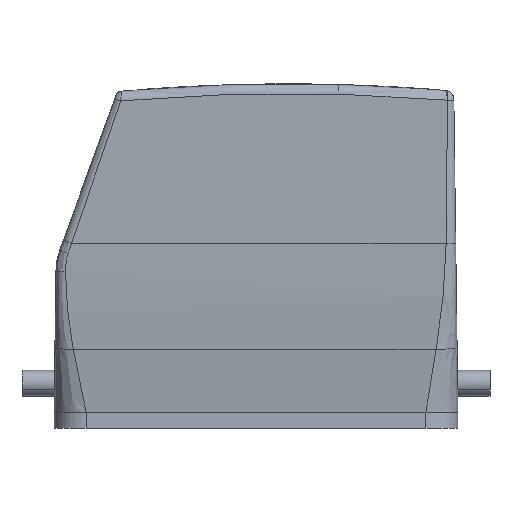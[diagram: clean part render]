
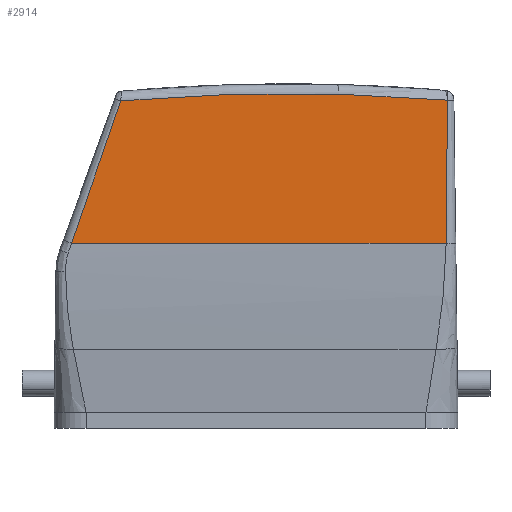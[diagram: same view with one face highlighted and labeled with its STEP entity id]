
A CAD part, left-side view. The second image highlights one B-rep face of the part: STEP entity #2914.
In plain terms, the highlighted planar face has unit normal (-1, 0, 0).
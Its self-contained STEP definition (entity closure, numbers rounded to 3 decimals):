
#2882=AXIS2_PLACEMENT_3D('Plane Axis2P3D',#2879,#2880,#2881) ;
#2886=AXIS2_PLACEMENT_3D('Circle Axis2P3D',#2884,#2885,$) ;
#2316=CARTESIAN_POINT('Vertex',(0.,65.275,28.847)) ;
#2461=CARTESIAN_POINT('Control Point',(0.,57.579,51.059)) ;
#2462=CARTESIAN_POINT('Control Point',(0.,57.616,50.955)) ;
#2463=CARTESIAN_POINT('Control Point',(0.,57.653,50.853)) ;
#2464=CARTESIAN_POINT('Control Point',(0.,57.687,50.758)) ;
#2465=CARTESIAN_POINT('Control Point',(0.,57.766,50.536)) ;
#2466=CARTESIAN_POINT('Control Point',(0.,57.845,50.314)) ;
#2467=CARTESIAN_POINT('Control Point',(0.,57.887,50.198)) ;
#2468=CARTESIAN_POINT('Control Point',(0.,58.011,49.85)) ;
#2469=CARTESIAN_POINT('Control Point',(0.,58.135,49.502)) ;
#2470=CARTESIAN_POINT('Control Point',(0.,58.217,49.27)) ;
#2471=CARTESIAN_POINT('Control Point',(0.,58.465,48.574)) ;
#2472=CARTESIAN_POINT('Control Point',(0.,58.712,47.878)) ;
#2473=CARTESIAN_POINT('Control Point',(0.,58.876,47.414)) ;
#2474=CARTESIAN_POINT('Control Point',(0.,60.255,43.514)) ;
#2475=CARTESIAN_POINT('Control Point',(0.,61.614,39.607)) ;
#2476=CARTESIAN_POINT('Control Point',(0.,62.78,36.202)) ;
#2477=CARTESIAN_POINT('Control Point',(0.,63.99,32.663)) ;
#2478=CARTESIAN_POINT('Control Point',(0.,65.184,29.117)) ;
#2479=CARTESIAN_POINT('Control Point',(0.,65.215,29.027)) ;
#2480=CARTESIAN_POINT('Control Point',(0.,65.245,28.937)) ;
#2481=CARTESIAN_POINT('Control Point',(0.,65.275,28.847)) ;
#2482=CARTESIAN_POINT('Vertex',(0.,57.579,51.059)) ;
#2838=CARTESIAN_POINT('Line Origine',(0.,35.873,28.847)) ;
#2842=CARTESIAN_POINT('Vertex',(0.,6.844,28.847)) ;
#2879=CARTESIAN_POINT('Axis2P3D Location',(0.,-5.3,-25.8)) ;
#2884=CARTESIAN_POINT('Axis2P3D Location',(0.,31.5,-246.3)) ;
#2888=CARTESIAN_POINT('Vertex',(0.,6.636,51.163)) ;
#2892=CARTESIAN_POINT('Control Point',(0.,6.636,51.163)) ;
#2893=CARTESIAN_POINT('Control Point',(0.,6.636,51.147)) ;
#2894=CARTESIAN_POINT('Control Point',(0.,6.636,51.132)) ;
#2895=CARTESIAN_POINT('Control Point',(0.,6.636,51.116)) ;
#2896=CARTESIAN_POINT('Control Point',(0.,6.636,51.01)) ;
#2897=CARTESIAN_POINT('Control Point',(0.,6.635,50.903)) ;
#2898=CARTESIAN_POINT('Control Point',(0.,6.634,50.551)) ;
#2899=CARTESIAN_POINT('Control Point',(0.,6.624,46.553)) ;
#2900=CARTESIAN_POINT('Control Point',(0.,6.633,42.56)) ;
#2901=CARTESIAN_POINT('Control Point',(0.,6.681,38.653)) ;
#2902=CARTESIAN_POINT('Control Point',(0.,6.724,34.346)) ;
#2903=CARTESIAN_POINT('Control Point',(0.,6.816,30.039)) ;
#2904=CARTESIAN_POINT('Control Point',(0.,6.825,29.654)) ;
#2905=CARTESIAN_POINT('Control Point',(0.,6.834,29.254)) ;
#2906=CARTESIAN_POINT('Control Point',(0.,6.844,28.847)) ;
#2839=DIRECTION('Vector Direction',(0.,-1.,0.)) ;
#2880=DIRECTION('Axis2P3D Direction',(-1.,0.,0.)) ;
#2881=DIRECTION('Axis2P3D XDirection',(0.,-0.17,0.985)) ;
#2885=DIRECTION('Axis2P3D Direction',(-1.,0.,0.)) ;
#2840=VECTOR('Line Direction',#2839,1.) ;
#2909=ORIENTED_EDGE('',*,*,#2890,.T.) ;
#2910=ORIENTED_EDGE('',*,*,#2484,.F.) ;
#2911=ORIENTED_EDGE('',*,*,#2844,.T.) ;
#2912=ORIENTED_EDGE('',*,*,#2907,.T.) ;
#2914=ADVANCED_FACE('Hauptk\X2\00F6\X0\rper',(#2913),#2883,.T.) ;
#2460=B_SPLINE_CURVE_WITH_KNOTS('',5,(#2461,#2462,#2463,#2464,#2465,#2466,#2467,#2468,#2469,#2470,#2471,#2472,#2473,#2474,#2475,#2476,#2477,#2478,#2479,#2480,#2481),.UNSPECIFIED.,.F.,.U.,(6,3,3,3,3,3,6),(74.057,75.033,76.1,78.233,82.498,114.061,114.883),.UNSPECIFIED.) ;
#2891=B_SPLINE_CURVE_WITH_KNOTS('',5,(#2892,#2893,#2894,#2895,#2896,#2897,#2898,#2899,#2900,#2901,#2902,#2903,#2904,#2905,#2906),.UNSPECIFIED.,.F.,.U.,(6,3,3,3,6),(3.785,3.918,4.705,38.489,42.029),.UNSPECIFIED.) ;
#2887=CIRCLE('generated circle',#2886,298.5) ;
#2484=EDGE_CURVE('',#2317,#2483,#2460,.F.) ;
#2844=EDGE_CURVE('',#2317,#2843,#2841,.T.) ;
#2890=EDGE_CURVE('',#2889,#2483,#2887,.T.) ;
#2907=EDGE_CURVE('',#2843,#2889,#2891,.F.) ;
#2908=EDGE_LOOP('',(#2909,#2910,#2911,#2912)) ;
#2913=FACE_OUTER_BOUND('',#2908,.T.) ;
#2841=LINE('Line',#2838,#2840) ;
#2883=PLANE('',#2882) ;
#2317=VERTEX_POINT('',#2316) ;
#2483=VERTEX_POINT('',#2482) ;
#2843=VERTEX_POINT('',#2842) ;
#2889=VERTEX_POINT('',#2888) ;
